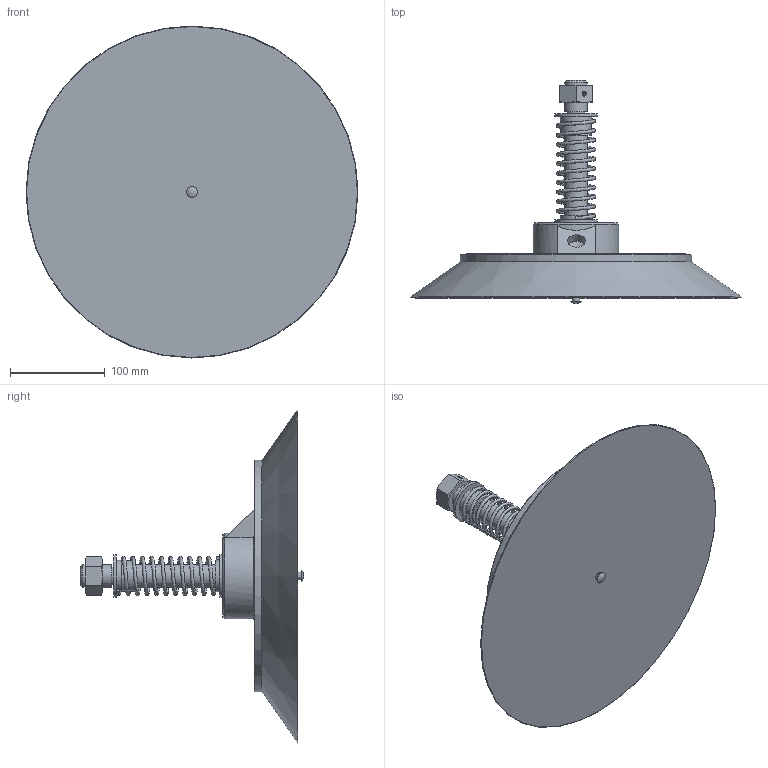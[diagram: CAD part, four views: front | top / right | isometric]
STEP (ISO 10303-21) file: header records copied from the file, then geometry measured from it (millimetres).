
FILE_DESCRIPTION(/* description */ (''),/* implementation_level */ '2;1');
FILE_NAME(/* name */ 'vdlvm60350sb.stp',/* time_stamp */ '2020-12-24T08:39:55+01:00',/* author */ ('enginyeria'),/* organization */ (''),/* preprocessor_version */ 'ST-DEVELOPER v17.2',/* originating_system */ 'Autodesk Inventor 2019',/* authorisation */ '');
FILE_SCHEMA (('CONFIG_CONTROL_DESIGN'));
Length unit declared in the file: millimetre
Products named in the file (1): vdlvm60350sb
Bounding box: 349.99 x 235.21 x 349.99 mm (x, y, z)
Volume: 3395679.7 mm3; surface area: 255394 mm2
Topology: 2 solids, 2 shells, 70 faces, 168 edges, 117 vertices
Faces by surface type: plane 28, cone 19, cylinder 18, torus 2, bspline 2, sphere 1
Full cylindrical faces by diameter (mm): 4.134 x1, 8 x1, 12 x1, 18.631 x1, 19.6 x1, 24 x3, 25 x2, 32 x1, 33 x2, 45 x2, 90.569 x1, 202 x1, 244 x1
Entity records: 13161 total; most frequent: CARTESIAN_POINT 11378, DIRECTION 363, ORIENTED_EDGE 332, EDGE_CURVE 166, AXIS2_PLACEMENT_3D 162, VERTEX_POINT 117, CIRCLE 92, EDGE_LOOP 89
